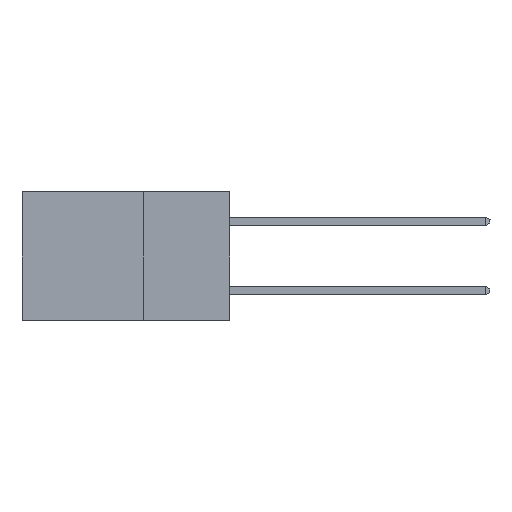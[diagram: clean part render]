
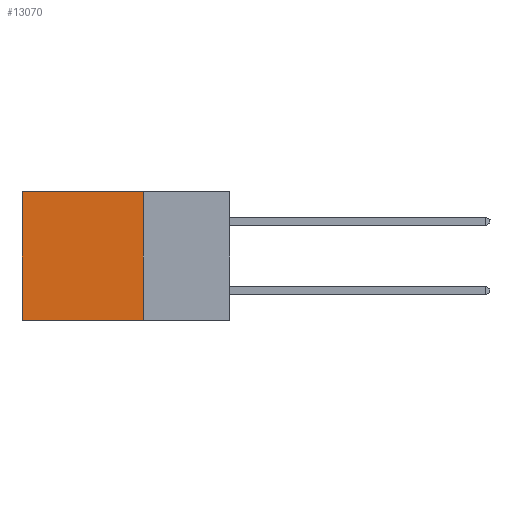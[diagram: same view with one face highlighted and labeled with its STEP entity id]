
A CAD part, left-side view. The second image highlights one B-rep face of the part: STEP entity #13070.
In plain terms, the highlighted planar face has unit normal (-1, 0, 0).
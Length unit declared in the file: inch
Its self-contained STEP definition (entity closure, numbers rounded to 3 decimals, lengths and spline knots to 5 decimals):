
#1274 = CARTESIAN_POINT ( 'NONE',  ( 0.2615, 0.25, 0. ) ) ;
#1547 = DIRECTION ( 'NONE',  ( 0., 1., 0. ) ) ;
#2174 = CARTESIAN_POINT ( 'NONE',  ( 0.2615, 0.25, 0. ) ) ;
#2523 = CARTESIAN_POINT ( 'NONE',  ( 0.2615, 0.25, -0.37 ) ) ;
#2798 = LINE ( 'NONE', #4189, #15817 ) ;
#2847 = LINE ( 'NONE', #9017, #12203 ) ;
#3297 = VECTOR ( 'NONE', #6938, 39.37008 ) ;
#4051 = ORIENTED_EDGE ( 'NONE', *, *, #14293, .F. ) ;
#4086 = EDGE_CURVE ( 'NONE', #18624, #11619, #2798, .T. ) ;
#4189 = CARTESIAN_POINT ( 'NONE',  ( 0.2615, 0.6, -0.37 ) ) ;
#4218 = DIRECTION ( 'NONE',  ( 0., 0., -1. ) ) ;
#4877 = FACE_OUTER_BOUND ( 'NONE', #16125, .T. ) ;
#6415 = VERTEX_POINT ( 'NONE', #1274 ) ;
#6459 = DIRECTION ( 'NONE',  ( 1., 0., 0. ) ) ;
#6473 = CARTESIAN_POINT ( 'NONE',  ( 0.2615, 0.6, 0. ) ) ;
#6938 = DIRECTION ( 'NONE',  ( 0., 1., 0. ) ) ;
#7440 = ORIENTED_EDGE ( 'NONE', *, *, #15140, .F. ) ;
#7709 = CARTESIAN_POINT ( 'NONE',  ( 0.2615, 0.25, -0.37 ) ) ;
#7852 = DIRECTION ( 'NONE',  ( 0., 0., -1. ) ) ;
#8411 = EDGE_CURVE ( 'NONE', #6415, #18624, #14452, .T. ) ;
#8588 = LINE ( 'NONE', #2523, #9662 ) ;
#8885 = CARTESIAN_POINT ( 'NONE',  ( 0.2615, 0.6, -0.37 ) ) ;
#9017 = CARTESIAN_POINT ( 'NONE',  ( 0.2615, 0.25, -0.37 ) ) ;
#9662 = VECTOR ( 'NONE', #4218, 39.37008 ) ;
#11524 = AXIS2_PLACEMENT_3D ( 'NONE', #14066, #6459, #7852 ) ;
#11619 = VERTEX_POINT ( 'NONE', #8885 ) ;
#11721 = DIRECTION ( 'NONE',  ( 0., 0., -1. ) ) ;
#12194 = ORIENTED_EDGE ( 'NONE', *, *, #4086, .T. ) ;
#12203 = VECTOR ( 'NONE', #1547, 39.37008 ) ;
#12490 = PLANE ( 'NONE',  #11524 ) ;
#13070 = ADVANCED_FACE ( 'NONE', ( #4877 ), #12490, .F. ) ;
#14066 = CARTESIAN_POINT ( 'NONE',  ( 0.2615, 0.25, -0.37 ) ) ;
#14293 = EDGE_CURVE ( 'NONE', #6415, #15376, #8588, .T. ) ;
#14452 = LINE ( 'NONE', #2174, #3297 ) ;
#14477 = ORIENTED_EDGE ( 'NONE', *, *, #8411, .T. ) ;
#15140 = EDGE_CURVE ( 'NONE', #15376, #11619, #2847, .T. ) ;
#15376 = VERTEX_POINT ( 'NONE', #7709 ) ;
#15817 = VECTOR ( 'NONE', #11721, 39.37008 ) ;
#16125 = EDGE_LOOP ( 'NONE', ( #12194, #7440, #4051, #14477 ) ) ;
#18624 = VERTEX_POINT ( 'NONE', #6473 ) ;
